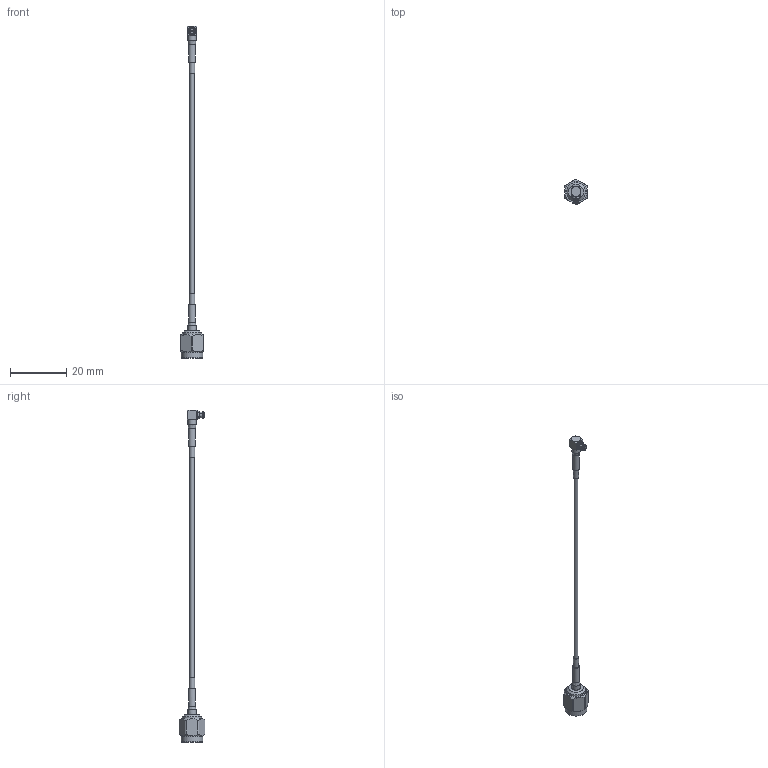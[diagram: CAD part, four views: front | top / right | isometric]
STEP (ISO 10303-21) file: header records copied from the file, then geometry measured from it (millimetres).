
FILE_DESCRIPTION (( 'STEP AP203' ), '1' );
FILE_NAME ('PE3C2887-HS2_3D.step', '2021-07-26T16:49:44', ( '' ), ( '' ), 'SwSTEP 2.0', 'SolidWorks 2021', '' );
FILE_SCHEMA (( 'CONFIG_CONTROL_DESIGN' ));
Length unit declared in the file: inch
Products named in the file (5): PE44757^PE3C2887-HS2; PE3C2887-HS2_3D; HeatShrink^PE3C2887-HS2; Copy of Coax Cable^PE3C2887-HS2_PE-P047; PE44493^PE3C2887-HS2
Assembly tree (4 placements, depth 2):
  PE3C2887-HS2_3D
    Copy of Coax Cable^PE3C2887-HS2_PE-P047
    PE44493^PE3C2887-HS2
    PE44757^PE3C2887-HS2
    HeatShrink^PE3C2887-HS2
Bounding box: 7.94 x 8.99 x 117.85 mm (x, y, z)
Volume: 709.7 mm3; surface area: 1336.3 mm2
Topology: 5 solids, 5 shells, 173 faces, 449 edges, 299 vertices
Faces by surface type: plane 71, cylinder 48, cone 43, bspline 11
Full cylindrical faces by diameter (mm): 0.508 x4, 0.94 x1, 1.194 x1, 1.25 x2, 1.422 x1, 1.651 x1, 1.905 x1, 1.93 x2, 2.1 x1, 2.438 x2, 2.742 x1, 2.862 x2, 3.14 x1, 4.445 x1, 6.35 x6, 6.746 x1, 7.762 x1
Entity records: 8477 total; most frequent: CARTESIAN_POINT 4206, ORIENTED_EDGE 780, DIRECTION 722, EDGE_CURVE 390, AXIS2_PLACEMENT_3D 302, VERTEX_POINT 284, EDGE_LOOP 226, FACE_OUTER_BOUND 195
